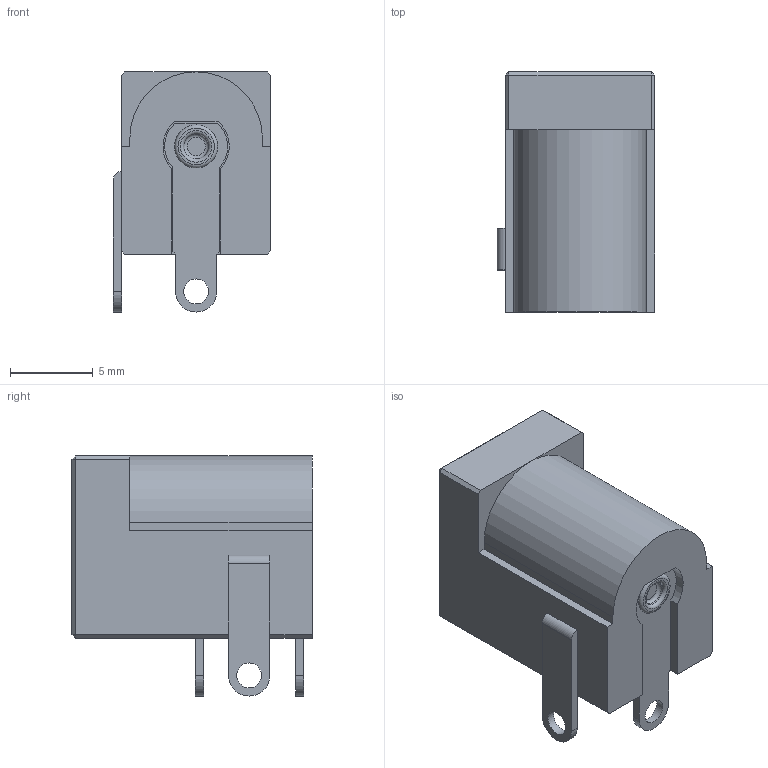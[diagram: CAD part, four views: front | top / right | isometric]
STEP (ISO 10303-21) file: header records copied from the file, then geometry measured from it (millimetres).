
FILE_DESCRIPTION(('STEP AP203'), '1');
FILE_NAME('pj-017c', '', ('UNSPECIFIED'), ('UNSPECIFIED'), 'ASCON STEP Converter 1.6', 'ASCON Math Kernel', '');
FILE_SCHEMA(('CONFIG_CONTROL_DESIGN'));
Length unit declared in the file: millimetre
Bounding box: 9.5 x 14.5 x 14.5 mm (x, y, z)
Volume: 1204.6 mm3; surface area: 1044 mm2
Topology: 5 solids, 5 shells, 72 faces, 160 edges, 101 vertices
Faces by surface type: plane 51, cylinder 16, torus 3, cone 1, sphere 1
Full cylindrical faces by diameter (mm): 1 x1, 1.5 x4, 2 x1, 3.8 x1
Entity records: 2549 total; most frequent: DIRECTION 331, CARTESIAN_POINT 320, ORIENTED_EDGE 294, EDGE_CURVE 147, AXIS2_PLACEMENT_3D 111, LINE 109, VECTOR 109, VERTEX_POINT 100
